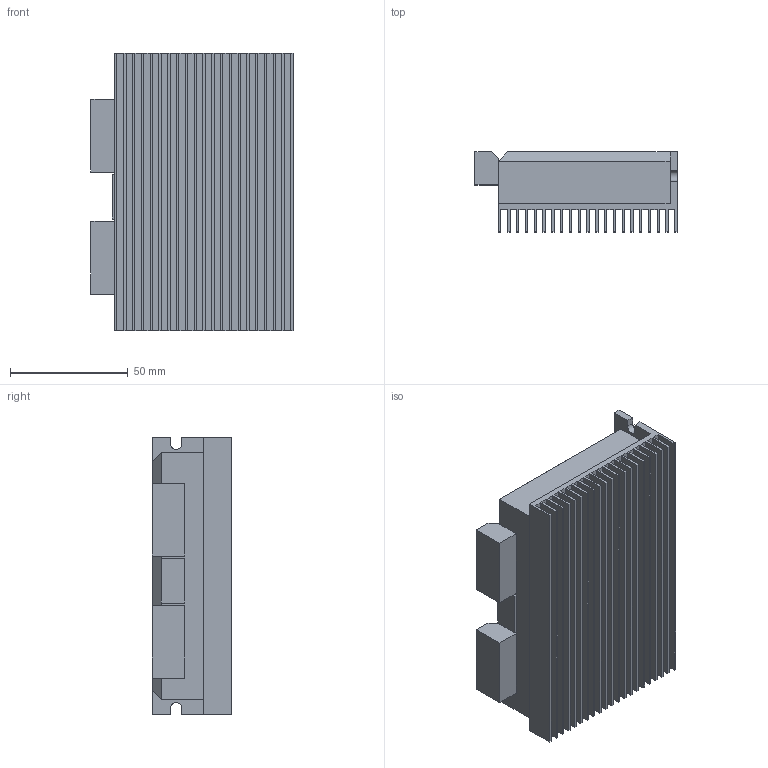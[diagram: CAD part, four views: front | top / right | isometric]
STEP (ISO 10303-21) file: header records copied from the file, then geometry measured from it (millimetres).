
FILE_DESCRIPTION(/* description */ (''),/* implementation_level */ '2;1');
FILE_NAME(/* name */ 'SteperMototrDriver v4.step',/* time_stamp */ '2024-05-28T16:38:22+02:00',/* author */ (''),/* organization */ (''),/* preprocessor_version */ 'ST-DEVELOPER v20',/* originating_system */ 'Autodesk Translation Framework v13.14.0.145',/* authorisation */ '');
FILE_SCHEMA (('AUTOMOTIVE_DESIGN { 1 0 10303 214 3 1 1 }'));
Length unit declared in the file: millimetre
Products named in the file (1): SteperMototrDriver
Bounding box: 86 x 34 x 118 mm (x, y, z)
Volume: 228876 mm3; surface area: 98068.3 mm2
Topology: 5 solids, 5 shells, 125 faces, 343 edges, 228 vertices
Faces by surface type: plane 123, cylinder 2
Entity records: 3942 total; most frequent: CARTESIAN_POINT 697, ORIENTED_EDGE 686, DIRECTION 599, EDGE_CURVE 343, LINE 339, VECTOR 339, VERTEX_POINT 228, AXIS2_PLACEMENT_3D 130
